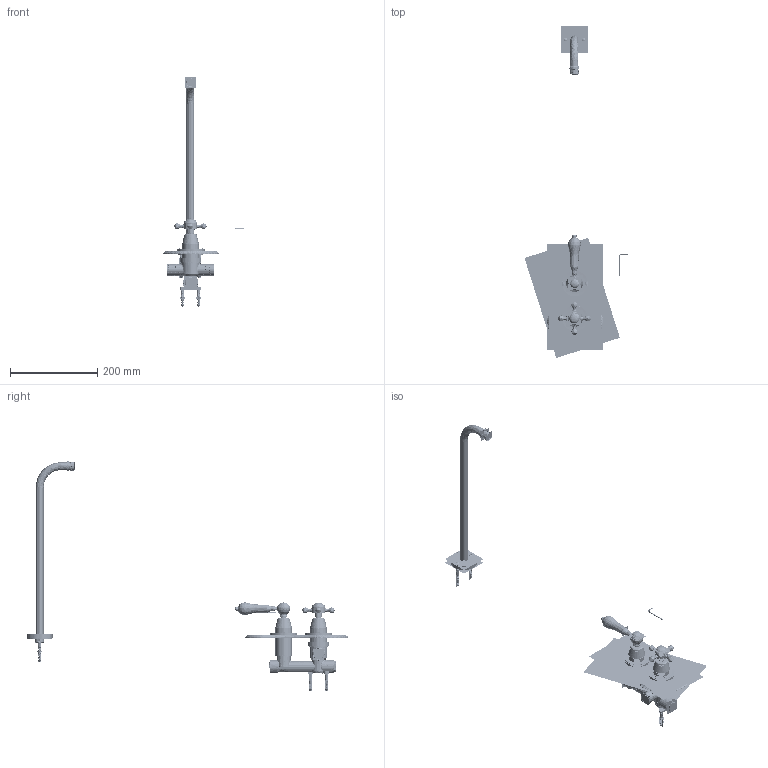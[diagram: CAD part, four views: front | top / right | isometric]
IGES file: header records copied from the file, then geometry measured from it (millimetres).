
Start section:  PTC IGES file: vf1s-sl0337-08.igs
Global section: file name: vf1s-sl0337-08.igs; native system: Creo Elements/Pro by Parametric Technology Corporation; preprocessor: 2011080; author: Administrator; organization: Unknown; date: 20150425.134124; units: millimetre
Bounding box: 236.56 x 761.95 x 528.32 mm (x, y, z)
Volume: 336447.9 mm3; surface area: 2292279.4 mm2
Topology: 91 solids, 90 shells, 8866 faces, 46222 edges, 58875 vertices
Faces by surface type: revolution 5194, bspline 3672
